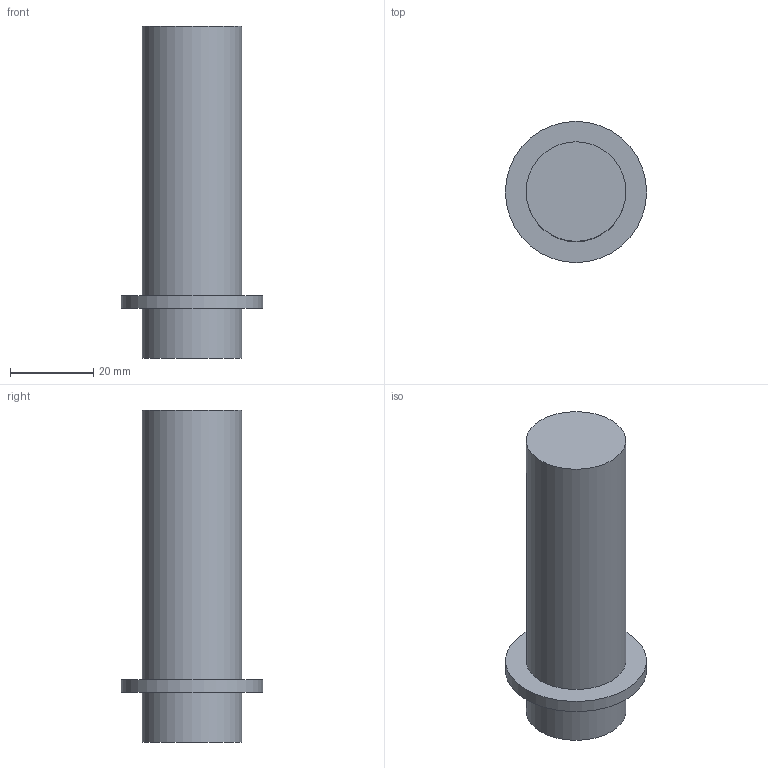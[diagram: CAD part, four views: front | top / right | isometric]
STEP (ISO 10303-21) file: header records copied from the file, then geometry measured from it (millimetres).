
FILE_DESCRIPTION(('FreeCAD Model'),'2;1');
FILE_NAME('hc_ft_test.step', '2018-06-02T23:11:25',('Author'),(''), 'Open CASCADE STEP processor 6.8','FreeCAD','Unknown');
FILE_SCHEMA(('AUTOMOTIVE_DESIGN_CC2 { 1 2 10303 214 -1 1 5 4 }'));
Length unit declared in the file: millimetre
Products named in the file (2): ASSEMBLY; FT002
Assembly tree (1 placements, depth 2):
  ASSEMBLY
    FT002
Bounding box: 34 x 34 x 80 mm (x, y, z)
Volume: 37557.7 mm3; surface area: 7941.9 mm2
Topology: 1 solids, 1 shells, 7 faces, 9 edges, 6 vertices
Faces by surface type: plane 4, cylinder 3
Full cylindrical faces by diameter (mm): 24 x2, 34 x1
Entity records: 345 total; most frequent: DIRECTION 51, CARTESIAN_POINT 42, ORIENTED_EDGE 18, PCURVE 18, DEFINITIONAL_REPRESENTATION 18, AXIS2_PLACEMENT_3D 15, LINE 15, VECTOR 15
